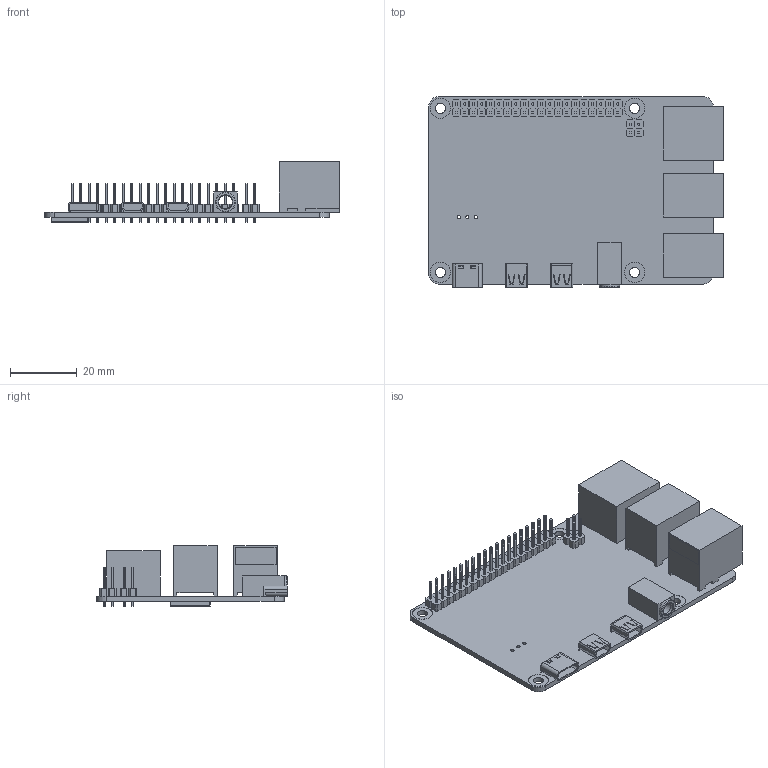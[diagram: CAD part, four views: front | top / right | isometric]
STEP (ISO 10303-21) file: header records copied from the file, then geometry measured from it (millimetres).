
FILE_DESCRIPTION(('Open CASCADE Model'),'2;1');
FILE_NAME('Open CASCADE Shape Model','2023-08-02T22:13:33',('Author'),( 'Open CASCADE'),'Open CASCADE STEP processor 7.7','Open CASCADE 7.7' ,'Unknown');
FILE_SCHEMA(('AUTOMOTIVE_DESIGN { 1 0 10303 214 1 1 1 1 }'));
Length unit declared in the file: millimetre
Products named in the file (95): Open CASCADE STEP translator 7.7 1; Open CASCADE STEP translator 7.7 1.1; Open CASCADE STEP translator 7.7 1.1.1; Open CASCADE STEP translator 7.7 1.1.1.1; Open CASCADE STEP translator 7.7 1.1.1.2; Open CASCADE STEP translator 7.7 1.1.1.3; Open CASCADE STEP translator 7.7 1.1.1.4; Open CASCADE STEP translator 7.7 1.1.1.5; Open CASCADE STEP translator 7.7 1.1.1.6; Open CASCADE STEP translator 7.7 1.1.1.7; Open CASCADE STEP translator 7.7 1.1.1.8; Open CASCADE STEP translator 7.7 1.1.1.9; Open CASCADE STEP translator 7.7 1.1.1.10; Open CASCADE STEP translator 7.7 1.1.1.11; Open CASCADE STEP translator 7.7 1.1.1.12; Open CASCADE STEP translator 7.7 1.1.1.13; Open CASCADE STEP translator 7.7 1.1.1.14; Open CASCADE STEP translator 7.7 1.1.1.15; Open CASCADE STEP translator 7.7 1.1.1.16; Open CASCADE STEP translator 7.7 1.1.1.17; Open CASCADE STEP translator 7.7 1.1.1.18; Open CASCADE STEP translator 7.7 1.1.1.19; Open CASCADE STEP translator 7.7 1.1.1.20; Open CASCADE STEP translator 7.7 1.1.1.21; Open CASCADE STEP translator 7.7 1.1.1.22; Open CASCADE STEP translator 7.7 1.1.1.23; Open CASCADE STEP translator 7.7 1.1.1.24; Open CASCADE STEP translator 7.7 1.1.1.25; Open CASCADE STEP translator 7.7 1.1.1.26; Open CASCADE STEP translator 7.7 1.1.1.27; Open CASCADE STEP translator 7.7 1.1.1.28; Open CASCADE STEP translator 7.7 1.1.1.29; Open CASCADE STEP translator 7.7 1.1.1.30; Open CASCADE STEP translator 7.7 1.1.1.31; Open CASCADE STEP translator 7.7 1.1.1.32; Open CASCADE STEP translator 7.7 1.1.1.33; Open CASCADE STEP translator 7.7 1.1.1.34; Open CASCADE STEP translator 7.7 1.1.1.35; Open CASCADE STEP translator 7.7 1.1.1.36; Open CASCADE STEP translator 7.7 1.1.1.37 ...
Assembly tree (94 placements, depth 4):
  Open CASCADE STEP translator 7.7 1
    Open CASCADE STEP translator 7.7 1.1
      Open CASCADE STEP translator 7.7 1.1.1
        Open CASCADE STEP translator 7.7 1.1.1.1
        Open CASCADE STEP translator 7.7 1.1.1.2
        Open CASCADE STEP translator 7.7 1.1.1.3
        Open CASCADE STEP translator 7.7 1.1.1.4
        Open CASCADE STEP translator 7.7 1.1.1.5
        Open CASCADE STEP translator 7.7 1.1.1.6
        Open CASCADE STEP translator 7.7 1.1.1.7
        Open CASCADE STEP translator 7.7 1.1.1.8
        Open CASCADE STEP translator 7.7 1.1.1.9
        Open CASCADE STEP translator 7.7 1.1.1.10
        Open CASCADE STEP translator 7.7 1.1.1.11
        Open CASCADE STEP translator 7.7 1.1.1.12
        Open CASCADE STEP translator 7.7 1.1.1.13
        Open CASCADE STEP translator 7.7 1.1.1.14
        Open CASCADE STEP translator 7.7 1.1.1.15
        Open CASCADE STEP translator 7.7 1.1.1.16
        Open CASCADE STEP translator 7.7 1.1.1.17
        Open CASCADE STEP translator 7.7 1.1.1.18
        Open CASCADE STEP translator 7.7 1.1.1.19
        Open CASCADE STEP translator 7.7 1.1.1.20
        Open CASCADE STEP translator 7.7 1.1.1.21
        Open CASCADE STEP translator 7.7 1.1.1.22
        Open CASCADE STEP translator 7.7 1.1.1.23
        Open CASCADE STEP translator 7.7 1.1.1.24
        Open CASCADE STEP translator 7.7 1.1.1.25
        Open CASCADE STEP translator 7.7 1.1.1.26
        Open CASCADE STEP translator 7.7 1.1.1.27
        Open CASCADE STEP translator 7.7 1.1.1.28
        Open CASCADE STEP translator 7.7 1.1.1.29
        Open CASCADE STEP translator 7.7 1.1.1.30
        Open CASCADE STEP translator 7.7 1.1.1.31
        Open CASCADE STEP translator 7.7 1.1.1.32
        Open CASCADE STEP translator 7.7 1.1.1.33
        Open CASCADE STEP translator 7.7 1.1.1.34
        Open CASCADE STEP translator 7.7 1.1.1.35
        Open CASCADE STEP translator 7.7 1.1.1.36
        Open CASCADE STEP translator 7.7 1.1.1.37
        Open CASCADE STEP translator 7.7 1.1.1.38
        Open CASCADE STEP translator 7.7 1.1.1.39
        Open CASCADE STEP translator 7.7 1.1.1.40
        Open CASCADE STEP translator 7.7 1.1.1.41
        Open CASCADE STEP translator 7.7 1.1.1.42
        Open CASCADE STEP translator 7.7 1.1.1.43
        Open CASCADE STEP translator 7.7 1.1.1.44
        Open CASCADE STEP translator 7.7 1.1.1.45
        Open CASCADE STEP translator 7.7 1.1.1.46
        Open CASCADE STEP translator 7.7 1.1.1.47
        Open CASCADE STEP translator 7.7 1.1.1.48
        Open CASCADE STEP translator 7.7 1.1.1.49
        Open CASCADE STEP translator 7.7 1.1.1.50
        Open CASCADE STEP translator 7.7 1.1.1.51
        Open CASCADE STEP translator 7.7 1.1.1.52
        Open CASCADE STEP translator 7.7 1.1.1.53
        Open CASCADE STEP translator 7.7 1.1.1.54
        Open CASCADE STEP translator 7.7 1.1.1.55
        Open CASCADE STEP translator 7.7 1.1.1.56
        Open CASCADE STEP translator 7.7 1.1.1.57
Bounding box: 88 x 57 x 18 mm (x, y, z)
Volume: 16174.1 mm3; surface area: 21689.5 mm2
Topology: 92 solids, 92 shells, 1580 faces, 4134 edges, 2756 vertices
Faces by surface type: plane 1476, cylinder 102, torus 2
Full cylindrical faces by diameter (mm): 1 x47, 3 x4, 4 x2, 6 x9
Entity records: 49644 total; most frequent: CARTESIAN_POINT 8565, ORIENTED_EDGE 8268, DIRECTION 7694, EDGE_CURVE 4134, LINE 3924, VECTOR 3924, VERTEX_POINT 2756, AXIS2_PLACEMENT_3D 1885
